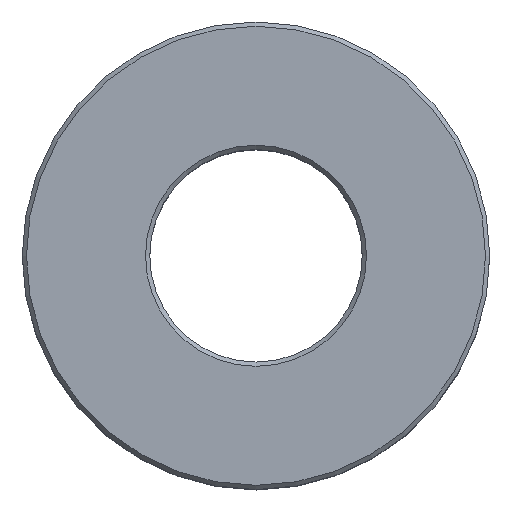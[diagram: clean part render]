
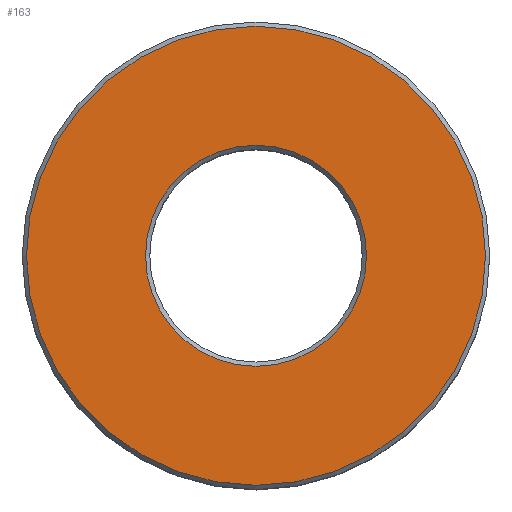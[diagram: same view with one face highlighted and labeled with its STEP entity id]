
A CAD part, top view. The second image highlights one B-rep face of the part: STEP entity #163.
In plain terms, the highlighted planar face has unit normal (0, 0, 1).
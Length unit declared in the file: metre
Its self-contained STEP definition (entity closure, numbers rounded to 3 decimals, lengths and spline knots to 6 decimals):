
#163=ADVANCED_FACE('',(#198,#199),#200,.T.);
#198=FACE_BOUND('',#238,.T.);
#199=FACE_OUTER_BOUND('',#239,.T.);
#200=PLANE('',#240);
#238=EDGE_LOOP('',(#309));
#239=EDGE_LOOP('',(#310));
#240=AXIS2_PLACEMENT_3D('',#311,#312,#313);
#309=ORIENTED_EDGE('',*,*,#351,.T.);
#310=ORIENTED_EDGE('',*,*,#356,.F.);
#311=CARTESIAN_POINT('',(0.108,0.,0.12));
#312=DIRECTION('',(0.0,0.,1.0));
#313=DIRECTION('',(0.0,-1.0,0.));
#351=EDGE_CURVE('',#383,#383,#384,.T.);
#356=EDGE_CURVE('',#393,#393,#394,.T.);
#383=VERTEX_POINT('',#486);
#384=CIRCLE('',#487,0.052);
#393=VERTEX_POINT('',#496);
#394=CIRCLE('',#497,0.108);
#486=CARTESIAN_POINT('',(0.0,0.052,0.12));
#487=AXIS2_PLACEMENT_3D('',#521,#522,#523);
#496=CARTESIAN_POINT('',(0.0,0.108,0.12));
#497=AXIS2_PLACEMENT_3D('',#536,#537,#538);
#521=CARTESIAN_POINT('',(0.0,0.,0.12));
#522=DIRECTION('',(0.0,0.,-1.0));
#523=DIRECTION('',(0.0,1.0,0.));
#536=CARTESIAN_POINT('',(0.0,0.,0.12));
#537=DIRECTION('',(0.0,0.,-1.0));
#538=DIRECTION('',(0.0,1.0,0.));
